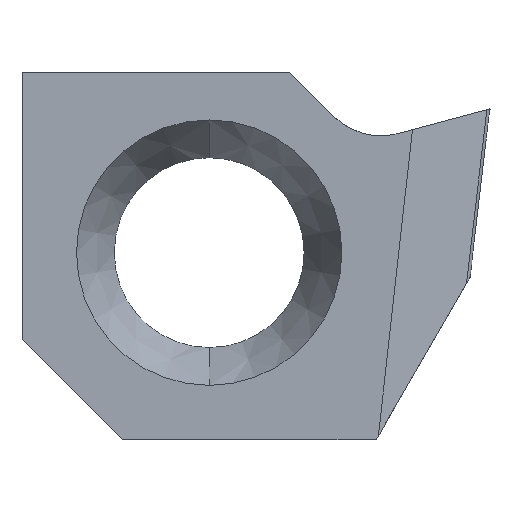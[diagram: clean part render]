
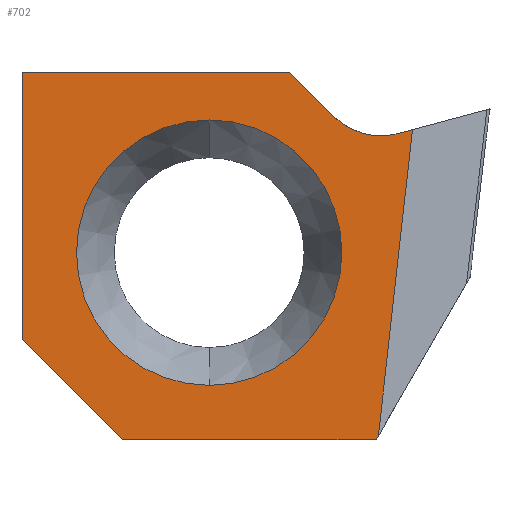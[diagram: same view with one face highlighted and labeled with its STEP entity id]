
A CAD part, left-side view. The second image highlights one B-rep face of the part: STEP entity #702.
In plain terms, the highlighted planar face has unit normal (-1, 0, 0).
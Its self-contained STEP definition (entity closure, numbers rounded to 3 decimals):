
#24=DIRECTION('',(0.,0.5,-0.866));
#25=VECTOR('',#24,0.066);
#26=CARTESIAN_POINT('',(0.,-2.53,
-2.743));
#27=LINE('',#26,#25);
#32=DIRECTION('',(0.,0.707,0.707));
#33=VECTOR('',#32,2.121);
#34=CARTESIAN_POINT('',(0.,1.3,-2.8));
#35=LINE('',#34,#33);
#39=DIRECTION('',(0.,-0.707,-0.707));
#40=VECTOR('',#39,0.933);
#41=CARTESIAN_POINT('',(0.,-1.2,2.7));
#42=LINE('',#41,#40);
#46=CARTESIAN_POINT('',(0.,-2.567,2.748));
#47=DIRECTION('',(-1.,0.,0.));
#48=DIRECTION('',(0.,0.707,-0.707));
#49=AXIS2_PLACEMENT_3D('',#46,#47,#48);
#54=DIRECTION('',(0.,-0.966,0.259));
#55=VECTOR('',#54,0.223);
#56=CARTESIAN_POINT('',(0.,-2.825,1.782));
#57=LINE('',#56,#55);
#61=CARTESIAN_POINT('',(0.,0.,0.));
#62=DIRECTION('',(-1.,0.,0.));
#63=DIRECTION('',(0.,0.,-1.));
#64=AXIS2_PLACEMENT_3D('',#61,#62,#63);
#69=CARTESIAN_POINT('',(0.,0.,0.));
#70=DIRECTION('',(-1.,0.,0.));
#71=DIRECTION('',(0.,0.,1.));
#72=AXIS2_PLACEMENT_3D('',#69,#70,#71);
#91=DIRECTION('',(0.,-0.111,0.994));
#92=VECTOR('',#91,4.611);
#93=CARTESIAN_POINT('',(0.,-2.53,
-2.743));
#94=LINE('',#93,#92);
#242=DIRECTION('',(0.,-1.,0.));
#243=VECTOR('',#242,3.797);
#244=CARTESIAN_POINT('',(0.,1.3,-2.8));
#245=LINE('',#244,#243);
#291=DIRECTION('',(0.,1.,0.));
#292=VECTOR('',#291,4.);
#293=CARTESIAN_POINT('',(0.,-1.2,2.7));
#294=LINE('',#293,#292);
#312=DIRECTION('',(0.,0.,-1.));
#313=VECTOR('',#312,4.);
#314=CARTESIAN_POINT('',(0.,2.8,2.7));
#315=LINE('',#314,#313);
#590=CARTESIAN_POINT('',(0.,-2.53,
-2.743));
#591=CARTESIAN_POINT('',(0.,-3.04,
1.839));
#592=VERTEX_POINT('',#590);
#593=VERTEX_POINT('',#591);
#594=CARTESIAN_POINT('',(0.,-2.497,-2.8));
#595=VERTEX_POINT('',#594);
#596=CARTESIAN_POINT('',(0.,1.3,-2.8));
#597=VERTEX_POINT('',#596);
#598=CARTESIAN_POINT('',(0.,2.8,-1.3));
#599=VERTEX_POINT('',#598);
#600=CARTESIAN_POINT('',(0.,2.8,2.7));
#601=VERTEX_POINT('',#600);
#602=CARTESIAN_POINT('',(0.,-1.2,2.7));
#603=VERTEX_POINT('',#602);
#604=CARTESIAN_POINT('',(0.,-1.859,2.041));
#605=VERTEX_POINT('',#604);
#606=CARTESIAN_POINT('',(0.,-2.825,1.782));
#607=VERTEX_POINT('',#606);
#608=CARTESIAN_POINT('',(0.,0.,-1.985));
#609=CARTESIAN_POINT('',(0.,0.,1.985));
#610=VERTEX_POINT('',#608);
#611=VERTEX_POINT('',#609);
#671=CARTESIAN_POINT('',(0.,0.,0.));
#672=DIRECTION('',(-1.,0.,0.));
#673=DIRECTION('',(0.,-1.,0.));
#674=AXIS2_PLACEMENT_3D('',#671,#672,#673);
#675=PLANE('',#674);
#677=ORIENTED_EDGE('',*,*,#676,.F.);
#679=ORIENTED_EDGE('',*,*,#678,.T.);
#681=ORIENTED_EDGE('',*,*,#680,.F.);
#683=ORIENTED_EDGE('',*,*,#682,.T.);
#685=ORIENTED_EDGE('',*,*,#684,.F.);
#687=ORIENTED_EDGE('',*,*,#686,.F.);
#689=ORIENTED_EDGE('',*,*,#688,.T.);
#691=ORIENTED_EDGE('',*,*,#690,.T.);
#693=ORIENTED_EDGE('',*,*,#692,.T.);
#694=EDGE_LOOP('',(#677,#679,#681,#683,#685,#687,#689,#691,#693));
#695=FACE_OUTER_BOUND('',#694,.F.);
#697=ORIENTED_EDGE('',*,*,#696,.T.);
#699=ORIENTED_EDGE('',*,*,#698,.T.);
#700=EDGE_LOOP('',(#697,#699));
#701=FACE_BOUND('',#700,.F.);
#50=CIRCLE('',#49,1.);
#65=CIRCLE('',#64,1.985);
#73=CIRCLE('',#72,1.985);
#676=EDGE_CURVE('',#592,#593,#94,.T.);
#678=EDGE_CURVE('',#592,#595,#27,.T.);
#680=EDGE_CURVE('',#597,#595,#245,.T.);
#682=EDGE_CURVE('',#597,#599,#35,.T.);
#684=EDGE_CURVE('',#601,#599,#315,.T.);
#686=EDGE_CURVE('',#603,#601,#294,.T.);
#688=EDGE_CURVE('',#603,#605,#42,.T.);
#690=EDGE_CURVE('',#605,#607,#50,.T.);
#692=EDGE_CURVE('',#607,#593,#57,.T.);
#696=EDGE_CURVE('',#610,#611,#65,.T.);
#698=EDGE_CURVE('',#611,#610,#73,.T.);
#702=ADVANCED_FACE('',(#695,#701),#675,.T.);
